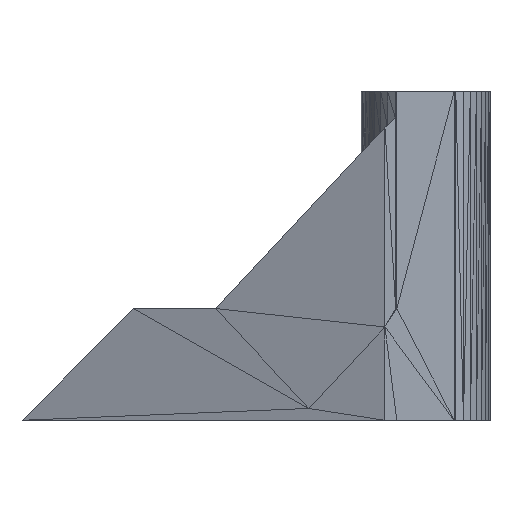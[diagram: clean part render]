
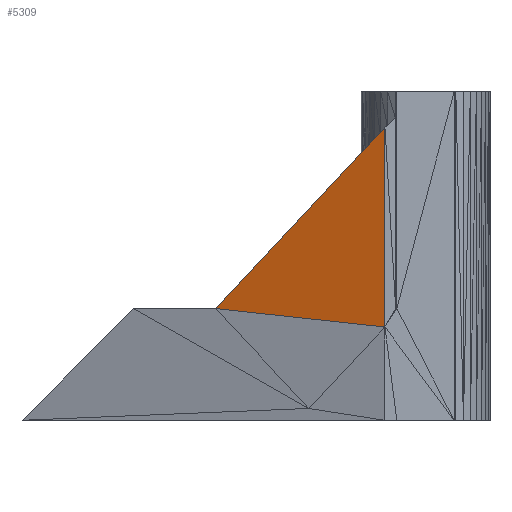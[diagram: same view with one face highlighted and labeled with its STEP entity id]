
A CAD part, left-side view. The second image highlights one B-rep face of the part: STEP entity #5309.
In plain terms, the highlighted planar face has unit normal (-0.934, 0.358, 0).
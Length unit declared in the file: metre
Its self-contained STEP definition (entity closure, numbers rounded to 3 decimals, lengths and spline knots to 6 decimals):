
#2985 = VERTEX_POINT('',#2986);
#2986 = CARTESIAN_POINT('',(-1.46809,14.3122,-14.784));
#2999 = PLANE('',#3000);
#3000 = AXIS2_PLACEMENT_3D('',#3001,#3002,#3003);
#3001 = CARTESIAN_POINT('',(-3.684044,8.539425,
    -17.200058));
#3002 = DIRECTION('',(-0.934,0.358,
    0.));
#3003 = DIRECTION('',(-0.358,-0.934,
    0.));
#5171 = PLANE('',#5172);
#5172 = AXIS2_PLACEMENT_3D('',#5173,#5174,#5175);
#5173 = CARTESIAN_POINT('',(-3.36475,8.333672,
    -8.522872));
#5174 = DIRECTION('',(0.253,0.66,0.707));
#5175 = DIRECTION('',(0.,0.731,-0.682
    ));
#5212 = VERTEX_POINT('',#5213);
#5213 = CARTESIAN_POINT('',(-5.9,2.76665,-2.41707));
#5234 = EDGE_CURVE('',#5212,#2985,#5235,.T.);
#5235 = SURFACE_CURVE('',#5236,(#5240,#5246),.PCURVE_S1.);
#5236 = LINE('',#5237,#5238);
#5237 = CARTESIAN_POINT('',(-5.9,2.76665,-2.41707));
#5238 = VECTOR('',#5239,1.);
#5239 = DIRECTION('',(0.253,0.66,-0.707));
#5240 = PCURVE('',#5171,#5241);
#5241 = DEFINITIONAL_REPRESENTATION('',(#5242),#5245);
#5242 = B_SPLINE_CURVE_WITH_KNOTS('',1,(#5243,#5244),.UNSPECIFIED.,.F.,
  .F.,(2,2),(0.,17.489497),.PIECEWISE_BEZIER_KNOTS.);
#5243 = CARTESIAN_POINT('',(-8.236,2.621));
#5244 = CARTESIAN_POINT('',(8.643,-1.961));
#5245 = ( GEOMETRIC_REPRESENTATION_CONTEXT(2) 
PARAMETRIC_REPRESENTATION_CONTEXT() REPRESENTATION_CONTEXT('2D SPACE',''
  ) );
#5246 = PCURVE('',#5247,#5252);
#5247 = PLANE('',#5248);
#5248 = AXIS2_PLACEMENT_3D('',#5249,#5250,#5251);
#5249 = CARTESIAN_POINT('',(-4.377292,6.73345,
    -10.741206));
#5250 = DIRECTION('',(-0.934,0.358,
    0.));
#5251 = DIRECTION('',(-0.358,-0.934,0.));
#5252 = DEFINITIONAL_REPRESENTATION('',(#5253),#5257);
#5253 = LINE('',#5254,#5255);
#5254 = CARTESIAN_POINT('',(4.249,8.324));
#5255 = VECTOR('',#5256,1.);
#5256 = DIRECTION('',(-0.707,-0.707));
#5257 = ( GEOMETRIC_REPRESENTATION_CONTEXT(2) 
PARAMETRIC_REPRESENTATION_CONTEXT() REPRESENTATION_CONTEXT('2D SPACE',''
  ) );
#5262 = EDGE_CURVE('',#5263,#2985,#5265,.T.);
#5263 = VERTEX_POINT('',#5264);
#5264 = CARTESIAN_POINT('',(-5.9,2.76665,-16.0388));
#5265 = SURFACE_CURVE('',#5266,(#5270,#5277),.PCURVE_S1.);
#5266 = LINE('',#5267,#5268);
#5267 = CARTESIAN_POINT('',(-5.9,2.76665,-16.0388));
#5268 = VECTOR('',#5269,1.);
#5269 = DIRECTION('',(0.357,0.929,0.101));
#5270 = PCURVE('',#2999,#5271);
#5271 = DEFINITIONAL_REPRESENTATION('',(#5272),#5276);
#5272 = LINE('',#5273,#5274);
#5273 = CARTESIAN_POINT('',(6.183,1.161));
#5274 = VECTOR('',#5275,1.);
#5275 = DIRECTION('',(-0.995,0.101));
#5276 = ( GEOMETRIC_REPRESENTATION_CONTEXT(2) 
PARAMETRIC_REPRESENTATION_CONTEXT() REPRESENTATION_CONTEXT('2D SPACE',''
  ) );
#5277 = PCURVE('',#5247,#5278);
#5278 = DEFINITIONAL_REPRESENTATION('',(#5279),#5282);
#5279 = B_SPLINE_CURVE_WITH_KNOTS('',1,(#5280,#5281),.UNSPECIFIED.,.F.,
  .F.,(2,2),(0.,12.430449),.PIECEWISE_BEZIER_KNOTS.);
#5280 = CARTESIAN_POINT('',(4.249,-5.298));
#5281 = CARTESIAN_POINT('',(-8.118,-4.043));
#5282 = ( GEOMETRIC_REPRESENTATION_CONTEXT(2) 
PARAMETRIC_REPRESENTATION_CONTEXT() REPRESENTATION_CONTEXT('2D SPACE',''
  ) );
#5309 = ADVANCED_FACE('',(#5310),#5247,.T.);
#5310 = FACE_BOUND('',#5311,.T.);
#5311 = EDGE_LOOP('',(#5312,#5313,#5338));
#5312 = ORIENTED_EDGE('',*,*,#5262,.F.);
#5313 = ORIENTED_EDGE('',*,*,#5314,.T.);
#5314 = EDGE_CURVE('',#5263,#5212,#5315,.T.);
#5315 = SURFACE_CURVE('',#5316,(#5320,#5327),.PCURVE_S1.);
#5316 = LINE('',#5317,#5318);
#5317 = CARTESIAN_POINT('',(-5.9,2.76665,-16.0388));
#5318 = VECTOR('',#5319,1.);
#5319 = DIRECTION('',(0.,0.,1.));
#5320 = PCURVE('',#5247,#5321);
#5321 = DEFINITIONAL_REPRESENTATION('',(#5322),#5326);
#5322 = LINE('',#5323,#5324);
#5323 = CARTESIAN_POINT('',(4.249,-5.298));
#5324 = VECTOR('',#5325,1.);
#5325 = DIRECTION('',(0.,1.));
#5326 = ( GEOMETRIC_REPRESENTATION_CONTEXT(2) 
PARAMETRIC_REPRESENTATION_CONTEXT() REPRESENTATION_CONTEXT('2D SPACE',''
  ) );
#5327 = PCURVE('',#5328,#5333);
#5328 = PLANE('',#5329);
#5329 = AXIS2_PLACEMENT_3D('',#5330,#5331,#5332);
#5330 = CARTESIAN_POINT('',(-5.9,2.582167,-9.272009));
#5331 = DIRECTION('',(-1.,0.,0.));
#5332 = DIRECTION('',(0.,0.,-1.));
#5333 = DEFINITIONAL_REPRESENTATION('',(#5334),#5337);
#5334 = B_SPLINE_CURVE_WITH_KNOTS('',1,(#5335,#5336),.UNSPECIFIED.,.F.,
  .F.,(2,2),(0.,13.62173),.PIECEWISE_BEZIER_KNOTS.);
#5335 = CARTESIAN_POINT('',(6.767,-0.184));
#5336 = CARTESIAN_POINT('',(-6.855,-0.184));
#5337 = ( GEOMETRIC_REPRESENTATION_CONTEXT(2) 
PARAMETRIC_REPRESENTATION_CONTEXT() REPRESENTATION_CONTEXT('2D SPACE',''
  ) );
#5338 = ORIENTED_EDGE('',*,*,#5234,.T.);
